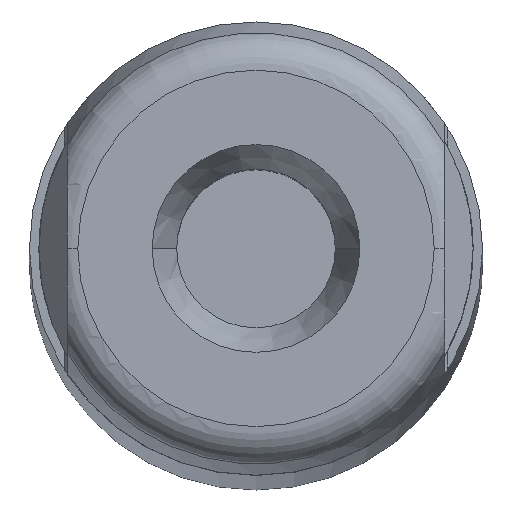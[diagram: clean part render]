
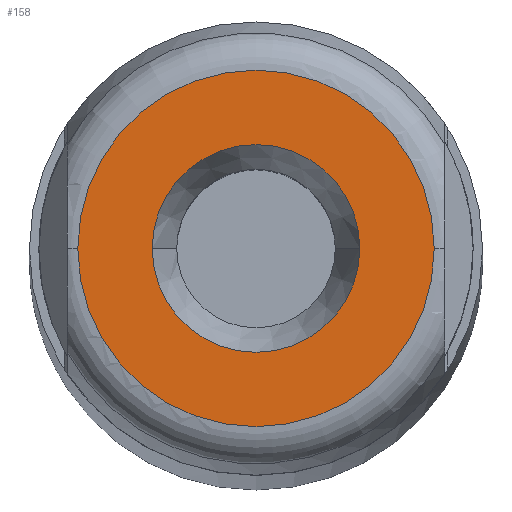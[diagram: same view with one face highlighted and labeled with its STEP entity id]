
A CAD part, top view. The second image highlights one B-rep face of the part: STEP entity #158.
In plain terms, the highlighted planar face has unit normal (0, 0, 1).
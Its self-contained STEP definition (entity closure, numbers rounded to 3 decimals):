
#20 = VERTEX_POINT ( 'NONE', #358 ) ;
#28 = EDGE_CURVE ( 'NONE', #154, #20, #382, .T. ) ;
#55 = EDGE_CURVE ( 'NONE', #91, #1240, #590, .T. ) ;
#66 = ORIENTED_EDGE ( 'NONE', *, *, #28, .F. ) ;
#76 = ORIENTED_EDGE ( 'NONE', *, *, #815, .F. ) ;
#91 = VERTEX_POINT ( 'NONE', #913 ) ;
#117 = ORIENTED_EDGE ( 'NONE', *, *, #271, .T. ) ;
#152 = EDGE_LOOP ( 'NONE', ( #76, #66 ) ) ;
#154 = VERTEX_POINT ( 'NONE', #747 ) ;
#158 = ADVANCED_FACE ( 'NONE', ( #781, #782 ), #783, .F. ) ;
#271 = EDGE_CURVE ( 'NONE', #1240, #91, #1080, .T. ) ;
#358 = CARTESIAN_POINT ( 'NONE',  ( 2.75, 0., 0. ) ) ;
#382 = CIRCLE ( 'NONE', #383, 2.75 ) ;
#383 = AXIS2_PLACEMENT_3D ( 'NONE', #384, #388, #389 ) ;
#384 = CARTESIAN_POINT ( 'NONE',  ( 0., 0., 0. ) ) ;
#388 = DIRECTION ( 'NONE',  ( 0., 0., 1. ) ) ;
#389 = DIRECTION ( 'NONE',  ( 1., 0., 0. ) ) ;
#590 = CIRCLE ( 'NONE', #593, 4.72 ) ;
#593 = AXIS2_PLACEMENT_3D ( 'NONE', #594, #595, #596 ) ;
#594 = CARTESIAN_POINT ( 'NONE',  ( 0., 0., 0. ) ) ;
#595 = DIRECTION ( 'NONE',  ( 0., 0., 1. ) ) ;
#596 = DIRECTION ( 'NONE',  ( 1., 0., 0. ) ) ;
#647 = CIRCLE ( 'NONE', #648, 2.75 ) ;
#648 = AXIS2_PLACEMENT_3D ( 'NONE', #649, #650, #652 ) ;
#649 = CARTESIAN_POINT ( 'NONE',  ( 0., 0., 0. ) ) ;
#650 = DIRECTION ( 'NONE',  ( 0., 0., 1. ) ) ;
#652 = DIRECTION ( 'NONE',  ( 1., 0., 0. ) ) ;
#747 = CARTESIAN_POINT ( 'NONE',  ( -2.75, 0., 0. ) ) ;
#781 = FACE_BOUND ( 'NONE', #152, .T. ) ;
#782 = FACE_OUTER_BOUND ( 'NONE', #1246, .T. ) ;
#783 = PLANE ( 'NONE',  #784 ) ;
#784 = AXIS2_PLACEMENT_3D ( 'NONE', #785, #786, #787 ) ;
#785 = CARTESIAN_POINT ( 'NONE',  ( 0., 0., 0. ) ) ;
#786 = DIRECTION ( 'NONE',  ( 0., 0., -1. ) ) ;
#787 = DIRECTION ( 'NONE',  ( -1., 0., 0. ) ) ;
#796 = ORIENTED_EDGE ( 'NONE', *, *, #55, .T. ) ;
#815 = EDGE_CURVE ( 'NONE', #20, #154, #647, .T. ) ;
#908 = CARTESIAN_POINT ( 'NONE',  ( 4.72, 0., 0. ) ) ;
#913 = CARTESIAN_POINT ( 'NONE',  ( -4.72, 0., 0. ) ) ;
#1080 = CIRCLE ( 'NONE', #1082, 4.72 ) ;
#1082 = AXIS2_PLACEMENT_3D ( 'NONE', #1083, #1084, #1085 ) ;
#1083 = CARTESIAN_POINT ( 'NONE',  ( 0., 0., 0. ) ) ;
#1084 = DIRECTION ( 'NONE',  ( 0., 0., 1. ) ) ;
#1085 = DIRECTION ( 'NONE',  ( 1., 0., 0. ) ) ;
#1240 = VERTEX_POINT ( 'NONE', #908 ) ;
#1246 = EDGE_LOOP ( 'NONE', ( #117, #796 ) ) ;
